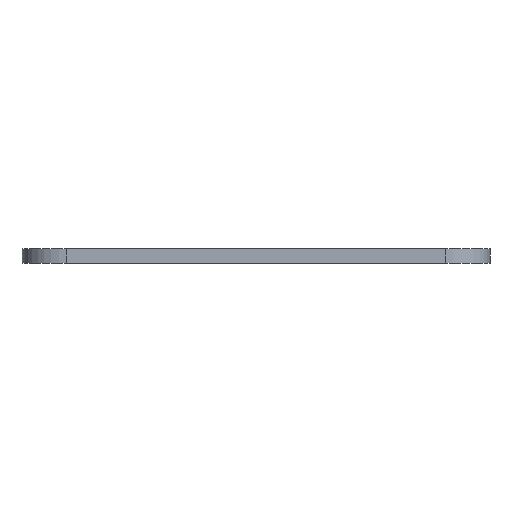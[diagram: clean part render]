
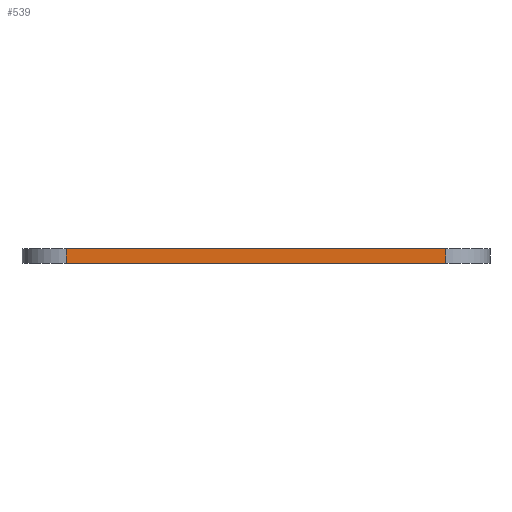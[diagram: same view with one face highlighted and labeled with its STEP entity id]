
A CAD part, left-side view. The second image highlights one B-rep face of the part: STEP entity #539.
In plain terms, the highlighted planar face has unit normal (-1, 0, 0).
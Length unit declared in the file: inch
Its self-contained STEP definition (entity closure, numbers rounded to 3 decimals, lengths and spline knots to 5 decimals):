
#25 = LINE ( 'NONE', #682, #745 ) ;
#104 = VECTOR ( 'NONE', #131, 39.37008 ) ;
#131 = DIRECTION ( 'NONE',  ( 0., -1., 0. ) ) ;
#151 = DIRECTION ( 'NONE',  ( 0., 0., -1. ) ) ;
#154 = FACE_OUTER_BOUND ( 'NONE', #571, .T. ) ;
#164 = PLANE ( 'NONE',  #752 ) ;
#191 = CARTESIAN_POINT ( 'NONE',  ( -1.75, 1.01378, 0. ) ) ;
#215 = VERTEX_POINT ( 'NONE', #191 ) ;
#234 = ORIENTED_EDGE ( 'NONE', *, *, #694, .T. ) ;
#247 = DIRECTION ( 'NONE',  ( 0., 0., 1. ) ) ;
#255 = CARTESIAN_POINT ( 'NONE',  ( -1.75, -1.25, -0.07874 ) ) ;
#274 = DIRECTION ( 'NONE',  ( -1., 0., 0. ) ) ;
#287 = EDGE_CURVE ( 'NONE', #215, #554, #25, .T. ) ;
#307 = LINE ( 'NONE', #729, #477 ) ;
#376 = ORIENTED_EDGE ( 'NONE', *, *, #691, .T. ) ;
#381 = LINE ( 'NONE', #255, #104 ) ;
#464 = CARTESIAN_POINT ( 'NONE',  ( -1.75, -1.01378, 0. ) ) ;
#474 = VERTEX_POINT ( 'NONE', #520 ) ;
#477 = VECTOR ( 'NONE', #247, 39.37008 ) ;
#510 = LINE ( 'NONE', #583, #517 ) ;
#516 = DIRECTION ( 'NONE',  ( 0., -1., 0. ) ) ;
#517 = VECTOR ( 'NONE', #516, 39.37008 ) ;
#520 = CARTESIAN_POINT ( 'NONE',  ( -1.75, -1.01378, -0.07874 ) ) ;
#528 = VERTEX_POINT ( 'NONE', #464 ) ;
#539 = ADVANCED_FACE ( 'NONE', ( #154 ), #164, .T. ) ;
#548 = ORIENTED_EDGE ( 'NONE', *, *, #550, .F. ) ;
#550 = EDGE_CURVE ( 'NONE', #215, #528, #510, .T. ) ;
#554 = VERTEX_POINT ( 'NONE', #757 ) ;
#571 = EDGE_LOOP ( 'NONE', ( #548, #580, #376, #234 ) ) ;
#580 = ORIENTED_EDGE ( 'NONE', *, *, #287, .T. ) ;
#583 = CARTESIAN_POINT ( 'NONE',  ( -1.75, -1.25, 0. ) ) ;
#682 = CARTESIAN_POINT ( 'NONE',  ( -1.75, 1.01378, -0.07874 ) ) ;
#691 = EDGE_CURVE ( 'NONE', #554, #474, #381, .T. ) ;
#694 = EDGE_CURVE ( 'NONE', #474, #528, #307, .T. ) ;
#709 = DIRECTION ( 'NONE',  ( 0., 0., 1. ) ) ;
#729 = CARTESIAN_POINT ( 'NONE',  ( -1.75, -1.01378, -0.07874 ) ) ;
#745 = VECTOR ( 'NONE', #151, 39.37008 ) ;
#752 = AXIS2_PLACEMENT_3D ( 'NONE', #771, #274, #709 ) ;
#757 = CARTESIAN_POINT ( 'NONE',  ( -1.75, 1.01378, -0.07874 ) ) ;
#771 = CARTESIAN_POINT ( 'NONE',  ( -1.75, -1.25, -0.07874 ) ) ;
